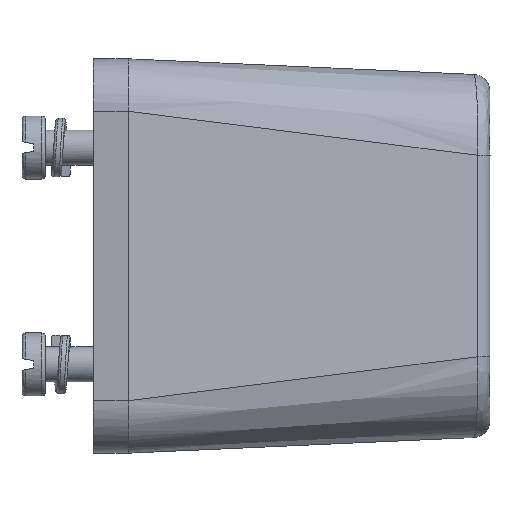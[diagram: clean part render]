
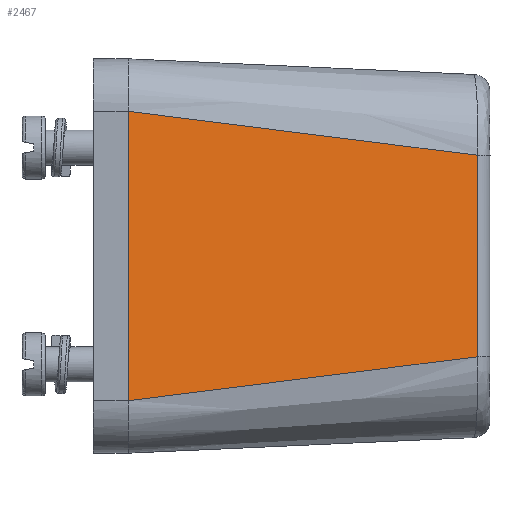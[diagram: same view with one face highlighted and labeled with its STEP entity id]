
A CAD part, left-side view. The second image highlights one B-rep face of the part: STEP entity #2467.
In plain terms, the highlighted planar face has unit normal (-0.964, -0.264, 0).
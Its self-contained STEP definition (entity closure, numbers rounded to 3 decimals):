
#559 = CARTESIAN_POINT ( 'NONE',  ( -24., -2.6, 12.4 ) ) ;
#1053 = CARTESIAN_POINT ( 'NONE',  ( -24., -2.6, -12.4 ) ) ;
#1066 = CARTESIAN_POINT ( 'NONE',  ( -15.803, -32.497, 8.639 ) ) ;
#1068 = CARTESIAN_POINT ( 'NONE',  ( -15.803, -32.497, -8.639 ) ) ;
#2361 = EDGE_CURVE ( 'NONE', #16670, #16672, #7505, .T. ) ;
#2467 = ADVANCED_FACE ( 'NONE', ( #14372 ), #4921, .F. ) ;
#4921 = PLANE ( 'NONE',  #8552 ) ;
#4922 = CARTESIAN_POINT ( 'NONE',  ( -19.901, -17.548, 0. ) ) ;
#4923 = DIRECTION ( 'NONE',  ( 0.964, 0.264, 0. ) ) ;
#4924 = DIRECTION ( 'NONE',  ( -0.264, 0.964, 0. ) ) ;
#7505 = LINE ( 'NONE', #7506, #8546 ) ;
#7506 = CARTESIAN_POINT ( 'NONE',  ( -15.803, -32.497, 0. ) ) ;
#7507 = DIRECTION ( 'NONE',  ( 0., 0., -1. ) ) ;
#7998 = CARTESIAN_POINT ( 'NONE',  ( -15.803, -32.497, 8.639 ) ) ;
#8000 = LINE ( 'NONE', #8002, #14937 ) ;
#8002 = CARTESIAN_POINT ( 'NONE',  ( -24., -2.6, 0. ) ) ;
#8004 = DIRECTION ( 'NONE',  ( 0., 0., -1. ) ) ;
#8006 = CARTESIAN_POINT ( 'NONE',  ( -18.535, -22.531, 9.893 ) ) ;
#8008 = CARTESIAN_POINT ( 'NONE',  ( -21.268, -12.566, 11.146 ) ) ;
#8010 = CARTESIAN_POINT ( 'NONE',  ( -24., -2.6, 12.4 ) ) ;
#8012 = CARTESIAN_POINT ( 'NONE',  ( -24., -2.6, -12.4 ) ) ;
#8014 = CARTESIAN_POINT ( 'NONE',  ( -21.268, -12.566, -11.146 ) ) ;
#8016 = CARTESIAN_POINT ( 'NONE',  ( -18.535, -22.531, -9.893 ) ) ;
#8018 = CARTESIAN_POINT ( 'NONE',  ( -15.803, -32.497, -8.639 ) ) ;
#8546 = VECTOR ( 'NONE', #7507, 1000. ) ;
#8552 = AXIS2_PLACEMENT_3D ( 'NONE', #4922, #4923, #4924 ) ;
#9210 = B_SPLINE_CURVE_WITH_KNOTS ( 'NONE', 3,
 ( #7998, #8006, #8008, #8010 ),
 .UNSPECIFIED., .F., .F.,
 ( 4, 4 ),
 ( 0., 1. ),
 .UNSPECIFIED. ) ;
#9239 = B_SPLINE_CURVE_WITH_KNOTS ( 'NONE', 3,
 ( #8012, #8014, #8016, #8018 ),
 .UNSPECIFIED., .F., .F.,
 ( 4, 4 ),
 ( 0., 1. ),
 .UNSPECIFIED. ) ;
#10907 = EDGE_LOOP ( 'NONE', ( #13704, #13752, #13768, #13714 ) ) ;
#12796 = EDGE_CURVE ( 'NONE', #15353, #16657, #8000, .T. ) ;
#12797 = EDGE_CURVE ( 'NONE', #16670, #15353, #9210, .T. ) ;
#12798 = EDGE_CURVE ( 'NONE', #16657, #16672, #9239, .T. ) ;
#13704 = ORIENTED_EDGE ( 'NONE', *, *, #12798, .T. ) ;
#13714 = ORIENTED_EDGE ( 'NONE', *, *, #12796, .T. ) ;
#13752 = ORIENTED_EDGE ( 'NONE', *, *, #2361, .F. ) ;
#13768 = ORIENTED_EDGE ( 'NONE', *, *, #12797, .T. ) ;
#14372 = FACE_OUTER_BOUND ( 'NONE', #10907, .T. ) ;
#14937 = VECTOR ( 'NONE', #8004, 1000. ) ;
#15353 = VERTEX_POINT ( 'NONE', #559 ) ;
#16657 = VERTEX_POINT ( 'NONE', #1053 ) ;
#16670 = VERTEX_POINT ( 'NONE', #1066 ) ;
#16672 = VERTEX_POINT ( 'NONE', #1068 ) ;
